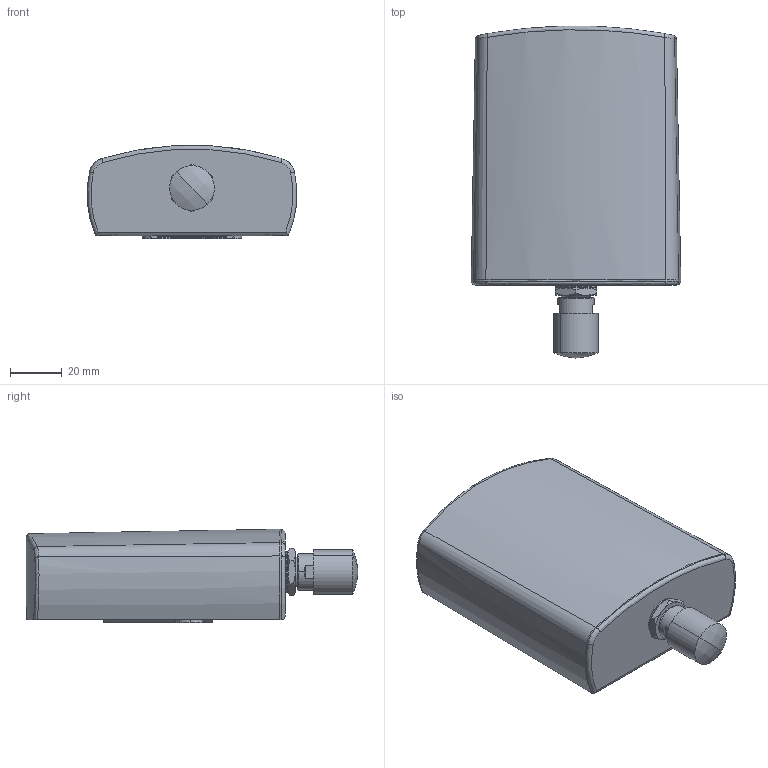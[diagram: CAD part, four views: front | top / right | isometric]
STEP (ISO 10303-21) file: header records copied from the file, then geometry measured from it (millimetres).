
FILE_DESCRIPTION (( 'STEP AP214' ), '1' );
FILE_NAME ('6GK57938DP000AA0_001_STEP.STEP', '2014-12-02T16:32:33', ( '' ), ( '' ), 'SwSTEP 2.0', 'SolidWorks 2014', '' );
FILE_SCHEMA (( 'AUTOMOTIVE_DESIGN' ));
Length unit declared in the file: millimetre
Products named in the file (4): Adapter; Kappe; Body; 6GK57938DP000AA0_001_STEP
Assembly tree (3 placements, depth 2):
  6GK57938DP000AA0_001_STEP
    Body
    Kappe
    Adapter
Bounding box: 80.88 x 128.12 x 36.1 mm (x, y, z)
Volume: 231010.5 mm3; surface area: 39163.7 mm2
Topology: 3 solids, 3 shells, 747 faces, 1915 edges, 1208 vertices
Faces by surface type: plane 277, cylinder 189, bspline 113, cone 83, torus 52, sphere 33
Entity records: 36079 total; most frequent: CARTESIAN_POINT 10528, ORIENTED_EDGE 3814, DIRECTION 3327, EDGE_CURVE 1907, AXIS2_PLACEMENT_3D 1219, VERTEX_POINT 1208, LINE 889, VECTOR 889
